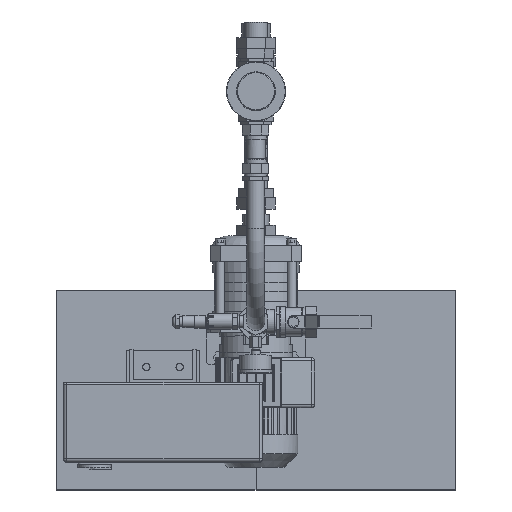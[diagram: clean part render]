
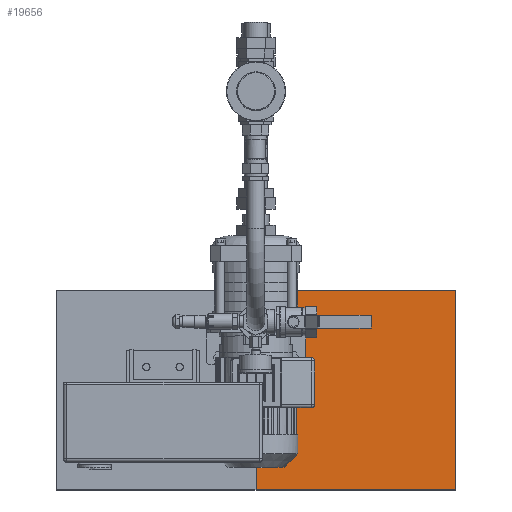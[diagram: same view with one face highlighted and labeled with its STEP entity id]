
A CAD part, top view. The second image highlights one B-rep face of the part: STEP entity #19656.
In plain terms, the highlighted planar face has unit normal (0, 0, 1).
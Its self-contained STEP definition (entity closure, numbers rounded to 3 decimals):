
#1153=LINE('',#31976,#3077);
#1174=LINE('',#32018,#3098);
#1176=LINE('',#32022,#3100);
#1177=LINE('',#32023,#3101);
#3077=VECTOR('',#25110,1.);
#3098=VECTOR('',#25141,10.);
#3100=VECTOR('',#25145,10.);
#3101=VECTOR('',#25146,10.);
#4575=PLANE('',#21305);
#5844=FACE_OUTER_BOUND('',#7128,.T.);
#7128=EDGE_LOOP('',(#16121,#16122,#16123,#16124));
#9554=VERTEX_POINT('',#31974);
#9555=VERTEX_POINT('',#31975);
#9571=VERTEX_POINT('',#32017);
#9572=VERTEX_POINT('',#32021);
#11903=EDGE_CURVE('',#9554,#9555,#1153,.T.);
#11924=EDGE_CURVE('',#9571,#9555,#1174,.T.);
#11926=EDGE_CURVE('',#9572,#9554,#1176,.T.);
#11927=EDGE_CURVE('',#9572,#9571,#1177,.T.);
#16121=ORIENTED_EDGE('',*,*,#11903,.F.);
#16122=ORIENTED_EDGE('',*,*,#11926,.F.);
#16123=ORIENTED_EDGE('',*,*,#11927,.T.);
#16124=ORIENTED_EDGE('',*,*,#11924,.T.);
#19656=ADVANCED_FACE('',(#5844),#4575,.T.);
#21305=AXIS2_PLACEMENT_3D('',#32020,#25143,#25144);
#25110=DIRECTION('',(0.,-1.,0.));
#25141=DIRECTION('',(1.,0.,0.));
#25143=DIRECTION('center_axis',(0.,0.,1.));
#25144=DIRECTION('ref_axis',(0.,-1.,0.));
#25145=DIRECTION('',(1.,0.,0.));
#25146=DIRECTION('',(0.,-1.,0.));
#31974=CARTESIAN_POINT('',(600.,47.5,50.));
#31975=CARTESIAN_POINT('',(600.,-252.5,50.));
#31976=CARTESIAN_POINT('',(600.,-102.5,50.));
#32017=CARTESIAN_POINT('',(300.,-252.5,50.));
#32018=CARTESIAN_POINT('',(600.,-252.5,50.));
#32020=CARTESIAN_POINT('Origin',(600.,-102.5,50.));
#32021=CARTESIAN_POINT('',(300.,47.5,50.));
#32022=CARTESIAN_POINT('',(600.,47.5,50.));
#32023=CARTESIAN_POINT('',(300.,-102.5,50.));
